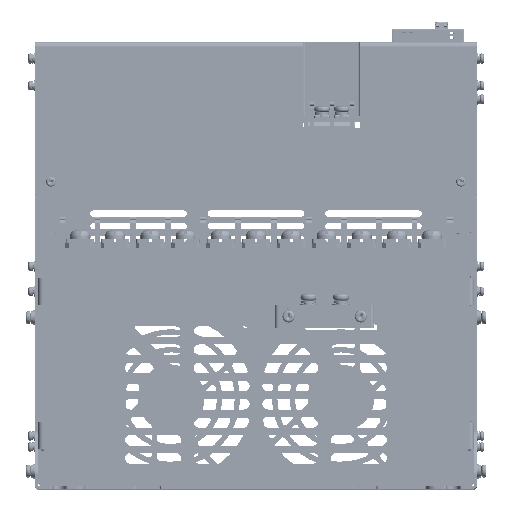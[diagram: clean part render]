
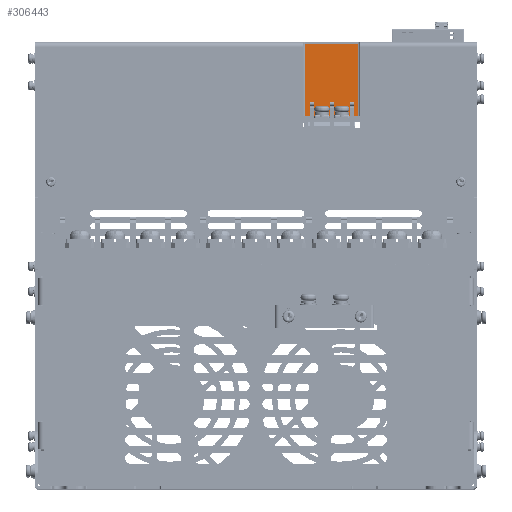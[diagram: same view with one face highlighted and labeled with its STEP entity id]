
A CAD part, top view. The second image highlights one B-rep face of the part: STEP entity #306443.
In plain terms, the highlighted planar face has unit normal (0, 0, 1).
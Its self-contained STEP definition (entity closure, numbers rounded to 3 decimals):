
#21704 = CARTESIAN_POINT ( 'NONE',  ( 56.3, 150.95, 95.6 ) ) ;
#22166 = CARTESIAN_POINT ( 'NONE',  ( 27.3, 150.95, 95.6 ) ) ;
#27114 = CARTESIAN_POINT ( 'NONE',  ( 56.3, 110.95, 95.6 ) ) ;
#27116 = DIRECTION ( 'NONE',  ( -1., 0., 0. ) ) ;
#37133 = CARTESIAN_POINT ( 'NONE',  ( 56.3, 150.95, 95.6 ) ) ;
#37135 = DIRECTION ( 'NONE',  ( -1., 0., 0. ) ) ;
#68110 = CARTESIAN_POINT ( 'NONE',  ( 56.3, 110.95, 95.6 ) ) ;
#72351 = VERTEX_POINT ( 'NONE', #68110 ) ;
#95652 = AXIS2_PLACEMENT_3D ( 'NONE', #134417, #134418, #134420 ) ;
#115666 = VERTEX_POINT ( 'NONE', #21704 ) ;
#115982 = VERTEX_POINT ( 'NONE', #22166 ) ;
#134415 = PLANE ( 'NONE',  #95652 ) ;
#134417 = CARTESIAN_POINT ( 'NONE',  ( 56.3, 110.95, 95.6 ) ) ;
#134418 = DIRECTION ( 'NONE',  ( 0., 0., -1. ) ) ;
#134420 = DIRECTION ( 'NONE',  ( -1., 0., 0. ) ) ;
#134426 = VECTOR ( 'NONE', #27116, 1000. ) ;
#137311 = ORIENTED_EDGE ( 'NONE', *, *, #342017, .T. ) ;
#138359 = ORIENTED_EDGE ( 'NONE', *, *, #339887, .F. ) ;
#139058 = ORIENTED_EDGE ( 'NONE', *, *, #337333, .F. ) ;
#140003 = ORIENTED_EDGE ( 'NONE', *, *, #338244, .T. ) ;
#144458 = FACE_OUTER_BOUND ( 'NONE', #171915, .T. ) ;
#171915 = EDGE_LOOP ( 'NONE', ( #137311, #139058, #138359, #140003 ) ) ;
#219674 = VECTOR ( 'NONE', #37135, 1000. ) ;
#222144 = LINE ( 'NONE', #37133, #219674 ) ;
#242766 = VERTEX_POINT ( 'NONE', #383444 ) ;
#245396 = LINE ( 'NONE', #278539, #307674 ) ;
#260941 = LINE ( 'NONE', #27114, #134426 ) ;
#272779 = CARTESIAN_POINT ( 'NONE',  ( 27.3, 110.95, 95.6 ) ) ;
#272780 = DIRECTION ( 'NONE',  ( 0., 1., 0. ) ) ;
#278539 = CARTESIAN_POINT ( 'NONE',  ( 56.3, 110.95, 95.6 ) ) ;
#278540 = DIRECTION ( 'NONE',  ( 0., 1., 0. ) ) ;
#306443 = ADVANCED_FACE ( 'NONE', ( #144458 ), #134415, .F. ) ;
#307674 = VECTOR ( 'NONE', #278540, 1000. ) ;
#320614 = LINE ( 'NONE', #272779, #368413 ) ;
#337333 = EDGE_CURVE ( 'NONE', #242766, #115982, #320614, .T. ) ;
#338244 = EDGE_CURVE ( 'NONE', #72351, #115666, #245396, .T. ) ;
#339887 = EDGE_CURVE ( 'NONE', #72351, #242766, #260941, .T. ) ;
#342017 = EDGE_CURVE ( 'NONE', #115666, #115982, #222144, .T. ) ;
#368413 = VECTOR ( 'NONE', #272780, 1000. ) ;
#383444 = CARTESIAN_POINT ( 'NONE',  ( 27.3, 110.95, 95.6 ) ) ;
